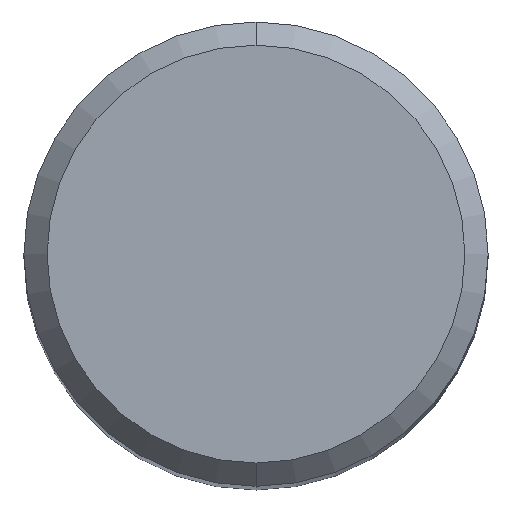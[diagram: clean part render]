
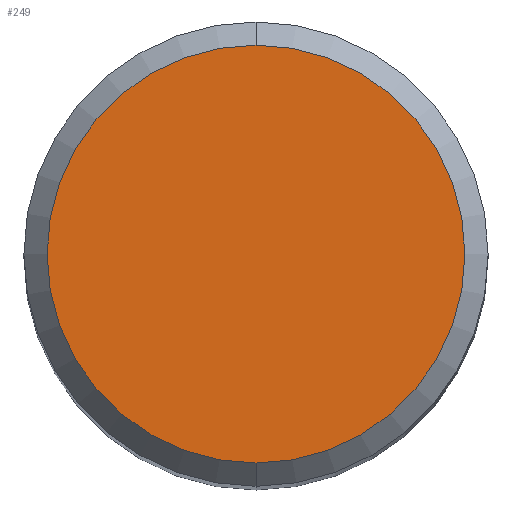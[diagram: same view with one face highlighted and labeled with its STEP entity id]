
A CAD part, top view. The second image highlights one B-rep face of the part: STEP entity #249.
In plain terms, the highlighted planar face has unit normal (0, 0, 1).
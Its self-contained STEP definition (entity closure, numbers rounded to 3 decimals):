
#209=VERTEX_POINT('',#519);
#249=ADVANCED_FACE('',(#563),#564,.T.);
#275=VERTEX_POINT('',#592);
#417=EDGE_CURVE('',#275,#209,#749,.T.);
#427=EDGE_CURVE('',#209,#275,#759,.T.);
#519=CARTESIAN_POINT('',(0.,-3.6,0.));
#563=FACE_OUTER_BOUND('',#973,.T.);
#564=PLANE('',#974);
#592=CARTESIAN_POINT('',(0.0,3.6,0.));
#749=CIRCLE('',#1345,3.6);
#759=CIRCLE('',#1366,3.6);
#973=EDGE_LOOP('',(#1548,#1549));
#974=AXIS2_PLACEMENT_3D('',#1550,#1551,#1552);
#1345=AXIS2_PLACEMENT_3D('',#1762,#1763,#1764);
#1366=AXIS2_PLACEMENT_3D('',#1767,#1768,#1769);
#1548=ORIENTED_EDGE('',*,*,#417,.F.);
#1549=ORIENTED_EDGE('',*,*,#427,.F.);
#1550=CARTESIAN_POINT('',(0.0,1.8,0.));
#1551=DIRECTION('',(-0.0,0.0,1.0));
#1552=DIRECTION('',(0.0,-1.0,0.0));
#1762=CARTESIAN_POINT('',(0.0,0.0,0.));
#1763=DIRECTION('',(0.0,0.0,-1.0));
#1764=DIRECTION('',(0.0,1.0,0.0));
#1767=CARTESIAN_POINT('',(0.0,0.0,0.));
#1768=DIRECTION('',(0.0,0.0,-1.0));
#1769=DIRECTION('',(0.0,1.0,0.0));
